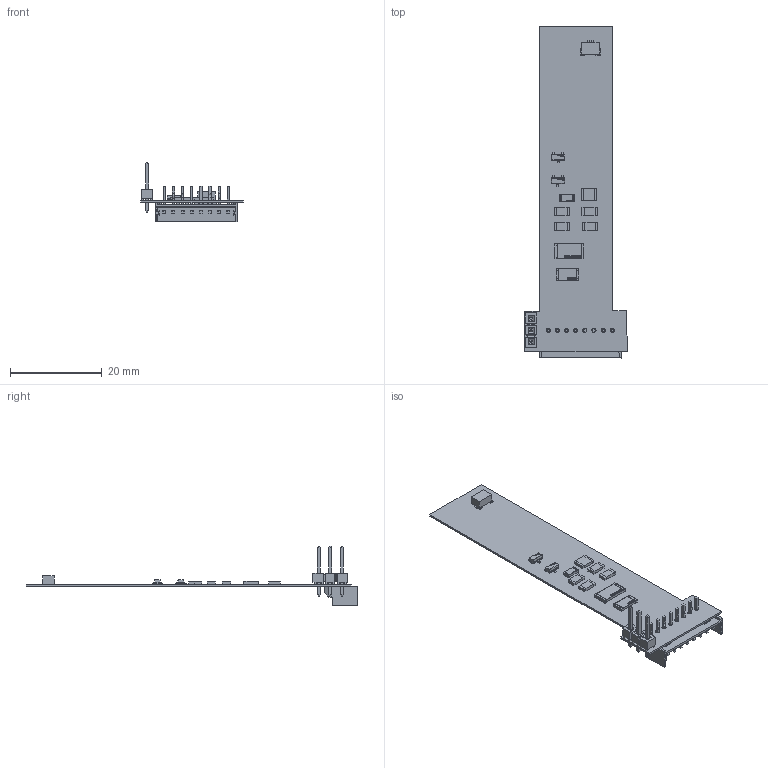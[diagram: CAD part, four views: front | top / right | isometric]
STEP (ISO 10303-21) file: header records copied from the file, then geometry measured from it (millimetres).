
FILE_DESCRIPTION(('Open CASCADE Model'),'2;1');
FILE_NAME('Open CASCADE Shape Model','2023-02-16T04:28:58',('Author'),( 'Open CASCADE'),'Open CASCADE STEP processor 7.5','Open CASCADE 7.5' ,'Unknown');
FILE_SCHEMA(('AUTOMOTIVE_DESIGN { 1 0 10303 214 1 1 1 1 }'));
Length unit declared in the file: millimetre
Products named in the file (48): PCB; Board; Open CASCADE STEP translator 7.5 1.1.1; Designator33; Res_Yageo_RC2010JK-071KL_eec; RC2010JK-071KL; Yageo; U2; IC_Texas_Instruments_DRV5032FADBZR_eec; body; pins; logo; Designator32; Res_Bourns_CR1206AFX-3163ELF_eec; terminals; top; R6; Res_Bourns_CR2512-JW-823ELF_eec; J2; 214721-0020; Body; Pins; J1; 53254-0870; Open CASCADE STEP translator 7.5 1.7.1.1; Open CASCADE STEP translator 7.5 1.7.1.2; U1; R5; 6169831632; Extruded; 6169840672; R4; R3; 6169832672; 6169841872; R2; R1; P2; TSW-103-07-X-S
Assembly tree (59 placements, depth 4):
  PCB
    Board
      Open CASCADE STEP translator 7.5 1.1.1
    Designator33
      Res_Yageo_RC2010JK-071KL_eec
        RC2010JK-071KL
        Yageo
    U2
      IC_Texas_Instruments_DRV5032FADBZR_eec
        body
        pins
        logo
    Designator32
      Res_Bourns_CR1206AFX-3163ELF_eec
        terminals
        body
        top
        logo
    R6
      Res_Bourns_CR2512-JW-823ELF_eec
        terminals
        body
        top
        logo
    J2
      214721-0020
        Body
        Pins
    J1
      53254-0870
        Open CASCADE STEP translator 7.5 1.7.1.1
        Open CASCADE STEP translator 7.5 1.7.1.2
    U1
      IC_Texas_Instruments_DRV5032FADBZR_eec
        body
        pins
        logo
    R5
      6169831632
        Extruded
      6169840672  x2
        Extruded
    R4
      6169831632
        Extruded
      6169840672  x2
        Extruded
    R3
      6169832672
        Extruded
      6169841872  x2
        Extruded
    R2
      6169831632
        Extruded
      6169840672  x2
        Extruded
    R1
      6169831632
        Extruded
Bounding box: 22.38 x 72.45 x 12.99 mm (x, y, z)
Volume: 825.8 mm3; surface area: 3695.9 mm2
Topology: 96 solids, 96 shells, 2191 faces, 5806 edges, 3832 vertices
Faces by surface type: plane 1498, bspline 562, cylinder 115, sphere 16
Full cylindrical faces by diameter (mm): 0.9 x8, 1.02 x3
Entity records: 53990 total; most frequent: CARTESIAN_POINT 13765, ORIENTED_EDGE 8586, DIRECTION 6592, EDGE_CURVE 4293, LINE 3350, VECTOR 3350, VERTEX_POINT 2806, FACE_BOUND 1683
